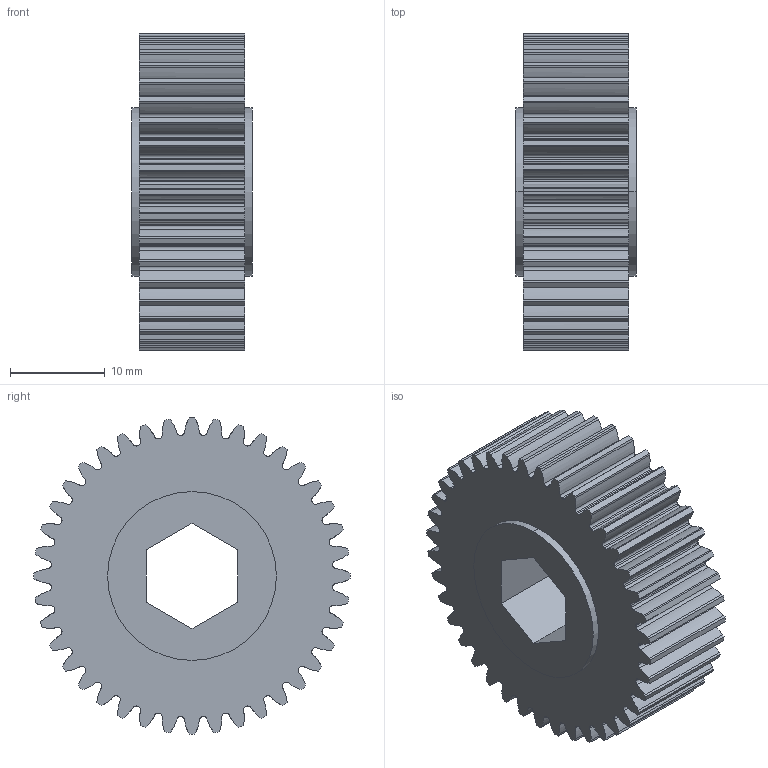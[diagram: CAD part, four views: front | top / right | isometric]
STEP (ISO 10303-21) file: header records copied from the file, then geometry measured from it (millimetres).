
FILE_DESCRIPTION (( 'STEP AP214' ), '1' );
FILE_NAME ('WCP-0006.STEP', '2015-01-03T07:40:19', ( '' ), ( '' ), 'SwSTEP 2.0', 'SolidWorks 2014', '' );
FILE_SCHEMA (( 'AUTOMOTIVE_DESIGN' ));
Length unit declared in the file: inch
Products named in the file (1): WCP-0006
Bounding box: 12.65 x 33.34 x 33.34 mm (x, y, z)
Volume: 8076.3 mm3; surface area: 4097.2 mm2
Topology: 1 solids, 1 shells, 361 faces, 1071 edges, 714 vertices
Faces by surface type: cylinder 181, bspline 170, plane 10
Entity records: 15979 total; most frequent: CARTESIAN_POINT 7069, ORIENTED_EDGE 2142, DIRECTION 1485, EDGE_CURVE 1071, VERTEX_POINT 714, AXIS2_PLACEMENT_3D 554, VECTOR 377, LINE 377
